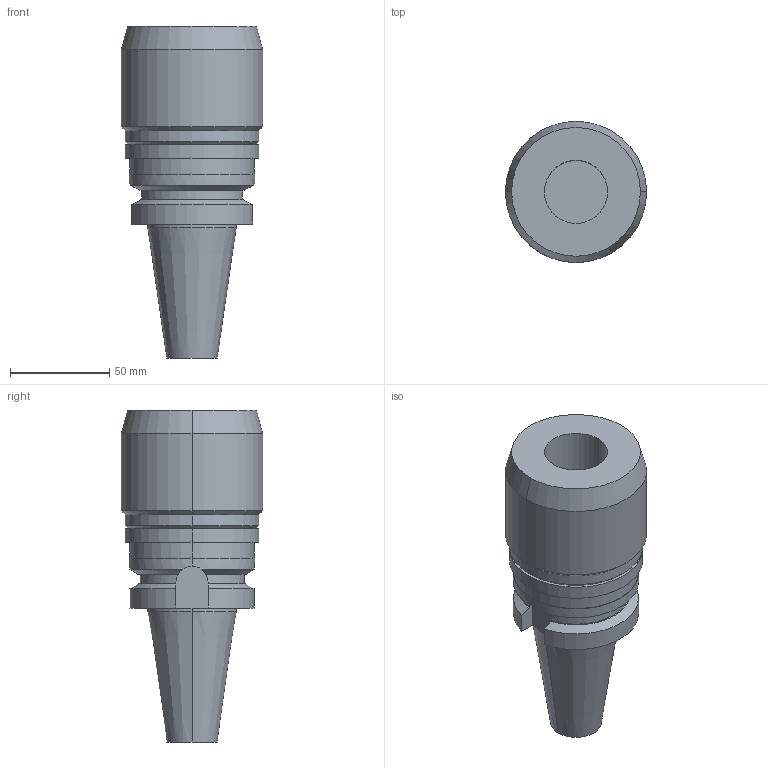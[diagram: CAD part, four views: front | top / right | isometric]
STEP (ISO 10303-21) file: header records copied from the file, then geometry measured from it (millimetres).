
FILE_DESCRIPTION (( 'STEP AP203' ), '1' );
FILE_NAME ('STP-15996G.STEP', '2020-07-20T02:19:32', ( '' ), ( '' ), 'SwSTEP 2.0', 'SolidWorks 2017', '' );
FILE_SCHEMA (( 'CONFIG_CONTROL_DESIGN' ));
Length unit declared in the file: millimetre
Products named in the file (1): STP-15996G
Bounding box: 71 x 71 x 167 mm (x, y, z)
Volume: 335551.2 mm3; surface area: 47517 mm2
Topology: 1 solids, 1 shells, 63 faces, 146 edges, 92 vertices
Faces by surface type: cylinder 29, plane 20, cone 14
Entity records: 1924 total; most frequent: CARTESIAN_POINT 392, DIRECTION 321, ORIENTED_EDGE 288, EDGE_CURVE 144, AXIS2_PLACEMENT_3D 129, VERTEX_POINT 92, EDGE_LOOP 72, CIRCLE 65
